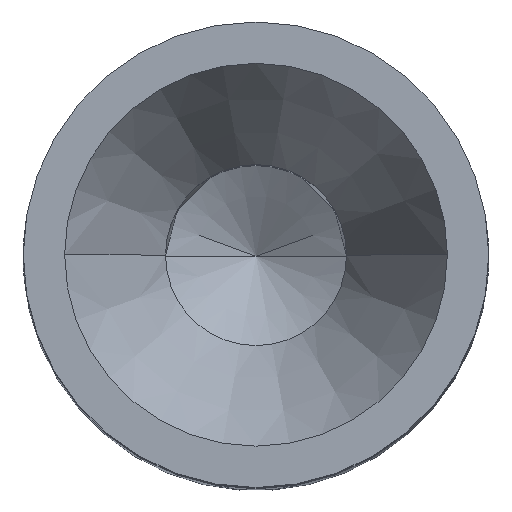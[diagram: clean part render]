
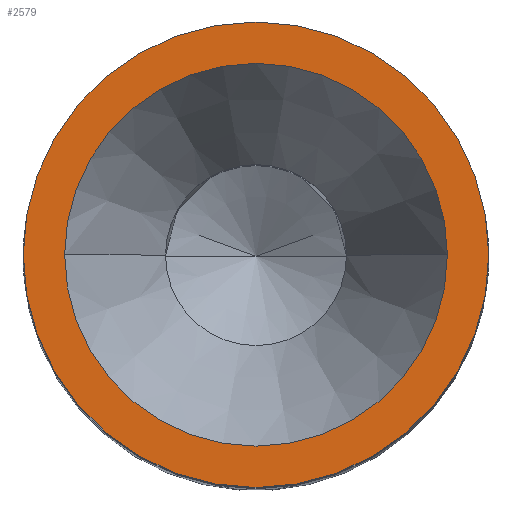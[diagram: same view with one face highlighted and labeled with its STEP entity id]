
A CAD part, top view. The second image highlights one B-rep face of the part: STEP entity #2579.
In plain terms, the highlighted planar face has unit normal (0, 0, 1).
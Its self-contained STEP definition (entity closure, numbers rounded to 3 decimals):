
#1=CARTESIAN_POINT('',(0.,0.,10.344));
#2=DIRECTION('',(0.,0.,1.));
#3=DIRECTION('',(1.,0.,0.));
#4=AXIS2_PLACEMENT_3D('',#1,#2,#3);
#14=CARTESIAN_POINT('',(0.,0.,10.344));
#15=DIRECTION('',(0.,0.,-1.));
#16=DIRECTION('',(1.,0.,0.));
#17=AXIS2_PLACEMENT_3D('',#14,#15,#16);
#1093=CARTESIAN_POINT('',(0.,0.,10.344));
#1094=DIRECTION('',(0.,0.,1.));
#1095=DIRECTION('',(1.,0.,0.));
#1096=AXIS2_PLACEMENT_3D('',#1093,#1094,#1095);
#1098=CARTESIAN_POINT('',(0.,0.,10.344));
#1099=DIRECTION('',(0.,0.,-1.));
#1100=DIRECTION('',(1.,0.,0.));
#1101=AXIS2_PLACEMENT_3D('',#1098,#1099,#1100);
#1115=CARTESIAN_POINT('',(2.25,0.,10.344));
#1117=VERTEX_POINT('',#1115);
#1123=CARTESIAN_POINT('',(-2.25,0.,10.344));
#1125=VERTEX_POINT('',#1123);
#1129=CARTESIAN_POINT('',(1.85,0.,10.344));
#1130=CARTESIAN_POINT('',(-1.85,0.,10.344));
#1131=VERTEX_POINT('',#1129);
#1132=VERTEX_POINT('',#1130);
#2566=CARTESIAN_POINT('',(0.,0.,10.344));
#2567=DIRECTION('',(0.,0.,1.));
#2568=DIRECTION('',(-1.,0.,0.));
#2569=AXIS2_PLACEMENT_3D('',#2566,#2567,#2568);
#2570=PLANE('',#2569);
#2571=ORIENTED_EDGE('',*,*,#1326,.T.);
#2572=ORIENTED_EDGE('',*,*,#1308,.F.);
#2573=EDGE_LOOP('',(#2571,#2572));
#2574=FACE_OUTER_BOUND('',#2573,.F.);
#2575=ORIENTED_EDGE('',*,*,#2561,.T.);
#2576=ORIENTED_EDGE('',*,*,#2545,.F.);
#2577=EDGE_LOOP('',(#2575,#2576));
#2578=FACE_BOUND('',#2577,.F.);
#2579=ADVANCED_FACE('',(#2574,#2578),#2570,.T.);
#5=CIRCLE('',#4,2.25);
#18=CIRCLE('',#17,2.25);
#1097=CIRCLE('',#1096,1.85);
#1102=CIRCLE('',#1101,1.85);
#1308=EDGE_CURVE('',#1117,#1125,#5,.T.);
#1326=EDGE_CURVE('',#1117,#1125,#18,.T.);
#2545=EDGE_CURVE('',#1131,#1132,#1102,.T.);
#2561=EDGE_CURVE('',#1131,#1132,#1097,.T.);
